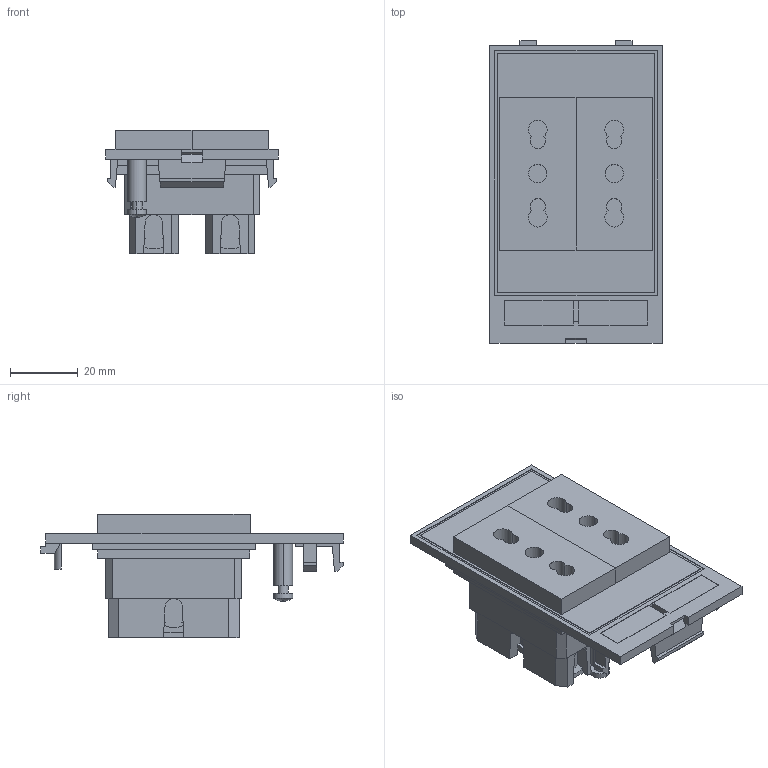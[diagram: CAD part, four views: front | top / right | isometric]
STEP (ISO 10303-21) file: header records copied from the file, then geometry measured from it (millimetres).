
FILE_DESCRIPTION(('Creo Elements/Direct Modeling STEP Export'),'2;1');
FILE_NAME('model.stp','2019-05-16T 1:50:11',(''),(''),'Creo Elements/Direct Modeling STEP processor for AP214 (Solid Model)','Creo Elements/Direct Modeling 20.1A 29-Sep-2018 (C) Parametric Technology GmbH','');
FILE_SCHEMA(('AUTOMOTIVE_DESIGN { 1 0 10303 214 1 1 1 1 }'));
Length unit declared in the file: millimetre
Products named in the file (2): VS_SI_SD_IT-select
Assembly tree (1 placements, depth 2):
  VS_SI_SD_IT-select
    VS_SI_SD_IT-select
Bounding box: 50.7 x 89 x 36.3 mm (x, y, z)
Volume: 60514.3 mm3; surface area: 20542.7 mm2
Topology: 1 solids, 1 shells, 279 faces, 717 edges, 474 vertices
Faces by surface type: plane 187, cylinder 75, extrusion 16, sphere 1
Entity records: 10971 total; most frequent: CARTESIAN_POINT 2071, ORIENTED_EDGE 1434, DIRECTION 1245, EDGE_CURVE 717, VECTOR 525, LINE 509, VERTEX_POINT 474, AXIS2_PLACEMENT_3D 360
